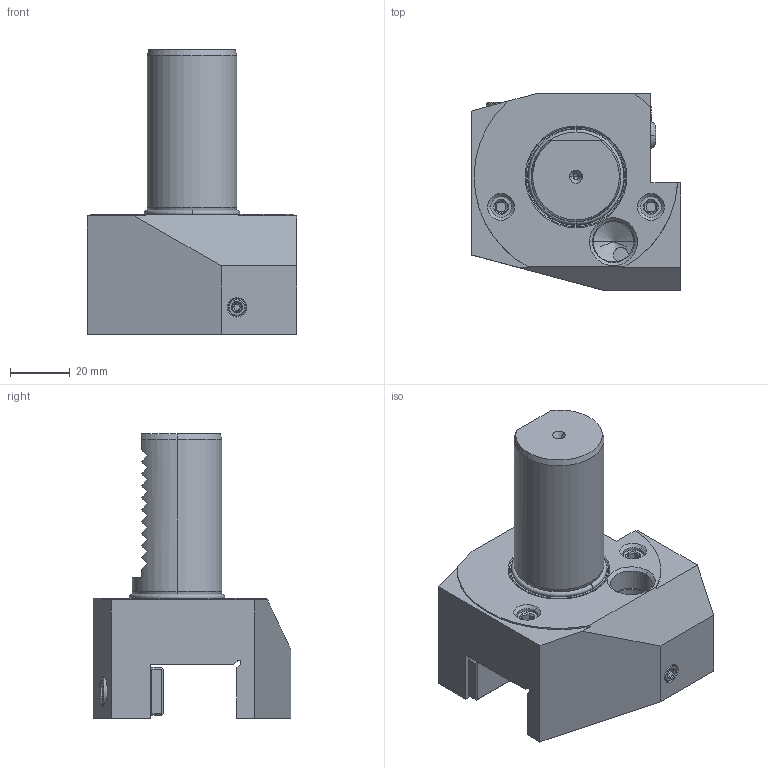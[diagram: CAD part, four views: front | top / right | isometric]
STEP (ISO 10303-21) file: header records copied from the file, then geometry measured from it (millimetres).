
FILE_DESCRIPTION((''),'2;1');
FILE_NAME('309_32_20_IK','2020-11-09T',('101107'),(''),'CREO PARAMETRIC BY PTC INC, 2016260','CREO PARAMETRIC BY PTC INC, 2016260','');
FILE_SCHEMA(('CONFIG_CONTROL_DESIGN'));
Length unit declared in the file: millimetre
Products named in the file (1): 309_32_20_IK
Bounding box: 70 x 66 x 95 mm (x, y, z)
Volume: 156281.3 mm3; surface area: 30444.8 mm2
Topology: 2 solids, 5 shells, 367 faces, 865 edges, 527 vertices
Faces by surface type: plane 151, cone 129, cylinder 69, torus 6, sphere 4, bspline 4, revolution 4
Entity records: 12041 total; most frequent: CARTESIAN_POINT 3751, ORIENTED_EDGE 1714, DIRECTION 1694, EDGE_CURVE 857, AXIS2_PLACEMENT_3D 653, VERTEX_POINT 527, EDGE_LOOP 404, VECTOR 384
